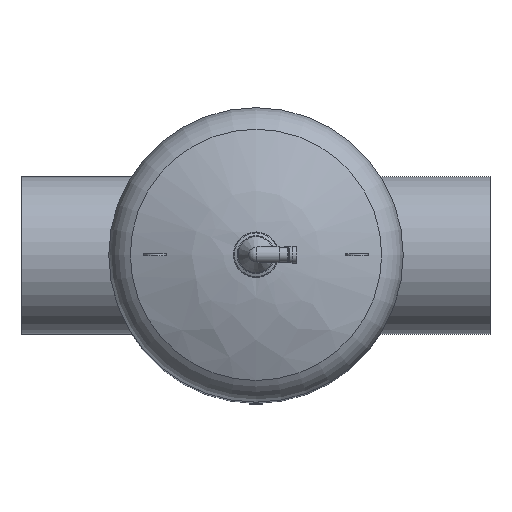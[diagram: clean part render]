
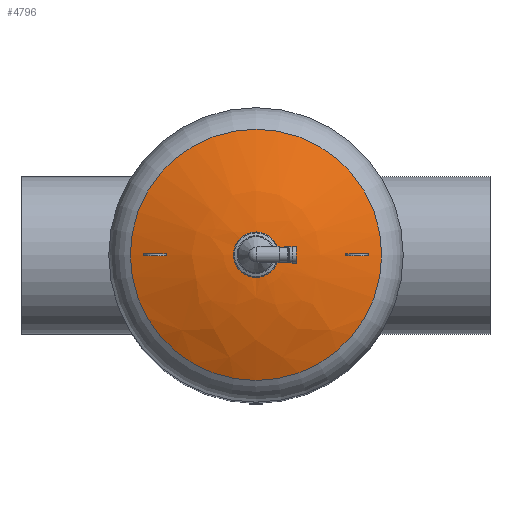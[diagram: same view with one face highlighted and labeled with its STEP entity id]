
A CAD part, top view. The second image highlights one B-rep face of the part: STEP entity #4796.
In plain terms, the highlighted free-form (B-spline) face has degree [2, 2] with [3, 9] control points.
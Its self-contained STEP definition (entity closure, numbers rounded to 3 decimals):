
#913=(
BOUNDED_CURVE()
B_SPLINE_CURVE(2,(#7495,#7496,#7497),.UNSPECIFIED.,.F.,.F.)
B_SPLINE_CURVE_WITH_KNOTS((3,3),(1.136,1.548),
 .UNSPECIFIED.)
CURVE()
GEOMETRIC_REPRESENTATION_ITEM()
RATIONAL_B_SPLINE_CURVE((1.,0.979,1.))
REPRESENTATION_ITEM($)
);
#919=(
BOUNDED_SURFACE()
B_SPLINE_SURFACE(2,2,((#7463,#7464,#7465,#7466,#7467,#7468,#7469,#7470,
#7471),(#7472,#7473,#7474,#7475,#7476,#7477,#7478,#7479,#7480),(#7481,#7482,
#7483,#7484,#7485,#7486,#7487,#7488,#7489)),.UNSPECIFIED.,.F.,.T.,.F.)
B_SPLINE_SURFACE_WITH_KNOTS((3,3),(3,2,2,2,3),(-1.548,-1.136),
(-3.142,-1.571,0.,1.571,3.142),
 .UNSPECIFIED.)
GEOMETRIC_REPRESENTATION_ITEM()
RATIONAL_B_SPLINE_SURFACE(((1.,0.707,1.,0.707,1.,
0.707,1.,0.707,1.),(0.979,0.692,
0.979,0.692,0.979,0.692,
0.979,0.692,0.979),(1.,0.707,
1.,0.707,1.,0.707,1.,0.707,1.)))
REPRESENTATION_ITEM($)
SURFACE()
);
#1212=FACE_OUTER_BOUND($,#1540,.T.);
#1540=EDGE_LOOP($,(#3373,#3374,#3375,#3376));
#1874=CIRCLE($,#5170,174.5);
#1875=CIRCLE($,#5171,174.5);
#2133=VERTEX_POINT($,#7490);
#2134=VERTEX_POINT($,#7491);
#2135=VERTEX_POINT($,#7494);
#2619=EDGE_CURVE($,#2133,#2134,#1874,.T.);
#2620=EDGE_CURVE($,#2134,#2133,#1875,.T.);
#2621=EDGE_CURVE($,#2134,#2135,#913,.T.);
#3373=ORIENTED_EDGE($,*,*,#2619,.F.);
#3374=ORIENTED_EDGE($,*,*,#2620,.F.);
#3375=ORIENTED_EDGE($,*,*,#2621,.T.);
#3376=ORIENTED_EDGE($,*,*,#2621,.F.);
#4796=ADVANCED_FACE($,(#1212),#919,.F.);
#5170=AXIS2_PLACEMENT_3D($,#7492,#5825,#5826);
#5171=AXIS2_PLACEMENT_3D($,#7493,#5827,#5828);
#5825=DIRECTION('center_axis',(0.,0.,
-1.));
#5826=DIRECTION('ref_axis',(1.,0.,0.));
#5827=DIRECTION('center_axis',(0.,0.,
-1.));
#5828=DIRECTION('ref_axis',(1.,0.,0.));
#7463=CARTESIAN_POINT('Ctrl Pts',(0.,0.,
1192.5));
#7464=CARTESIAN_POINT('Ctrl Pts',(0.,0.,
1192.5));
#7465=CARTESIAN_POINT('Ctrl Pts',(0.,0.,
1192.5));
#7466=CARTESIAN_POINT('Ctrl Pts',(0.,0.,
1192.5));
#7467=CARTESIAN_POINT('Ctrl Pts',(0.,0.,
1192.5));
#7468=CARTESIAN_POINT('Ctrl Pts',(0.,0.,
1192.5));
#7469=CARTESIAN_POINT('Ctrl Pts',(0.,0.,
1192.5));
#7470=CARTESIAN_POINT('Ctrl Pts',(0.,0.,
1192.5));
#7471=CARTESIAN_POINT('Ctrl Pts',(0.,0.,
1192.5));
#7472=CARTESIAN_POINT('Ctrl Pts',(0.,-91.503,
1190.44));
#7473=CARTESIAN_POINT('Ctrl Pts',(-91.503,-91.503,1190.44));
#7474=CARTESIAN_POINT('Ctrl Pts',(-91.503,0.,
1190.44));
#7475=CARTESIAN_POINT('Ctrl Pts',(-91.503,91.503,1190.44));
#7476=CARTESIAN_POINT('Ctrl Pts',(0.,91.503,
1190.44));
#7477=CARTESIAN_POINT('Ctrl Pts',(91.503,91.503,1190.44));
#7478=CARTESIAN_POINT('Ctrl Pts',(91.503,0.,
1190.44));
#7479=CARTESIAN_POINT('Ctrl Pts',(91.503,-91.503,1190.44));
#7480=CARTESIAN_POINT('Ctrl Pts',(0.,-91.503,
1190.44));
#7481=CARTESIAN_POINT('Ctrl Pts',(0.,-174.5,
1151.857));
#7482=CARTESIAN_POINT('Ctrl Pts',(-174.5,-174.5,1151.857));
#7483=CARTESIAN_POINT('Ctrl Pts',(-174.5,0.,
1151.857));
#7484=CARTESIAN_POINT('Ctrl Pts',(-174.5,174.5,1151.857));
#7485=CARTESIAN_POINT('Ctrl Pts',(0.,174.5,
1151.857));
#7486=CARTESIAN_POINT('Ctrl Pts',(174.5,174.5,1151.857));
#7487=CARTESIAN_POINT('Ctrl Pts',(174.5,0.,
1151.857));
#7488=CARTESIAN_POINT('Ctrl Pts',(174.5,-174.5,1151.857));
#7489=CARTESIAN_POINT('Ctrl Pts',(0.,-174.5,
1151.857));
#7490=CARTESIAN_POINT('',(-174.5,0.,1151.857));
#7491=CARTESIAN_POINT('',(0.,-174.5,1151.857));
#7492=CARTESIAN_POINT('Origin',(0.,0.,1151.857));
#7493=CARTESIAN_POINT('Origin',(0.,0.,1151.857));
#7494=CARTESIAN_POINT('',(0.,0.,1192.5));
#7495=CARTESIAN_POINT('Ctrl Pts',(0.,-174.5,
1151.857));
#7496=CARTESIAN_POINT('Ctrl Pts',(0.,-91.503,
1190.44));
#7497=CARTESIAN_POINT('Ctrl Pts',(0.,0.,
1192.5));
